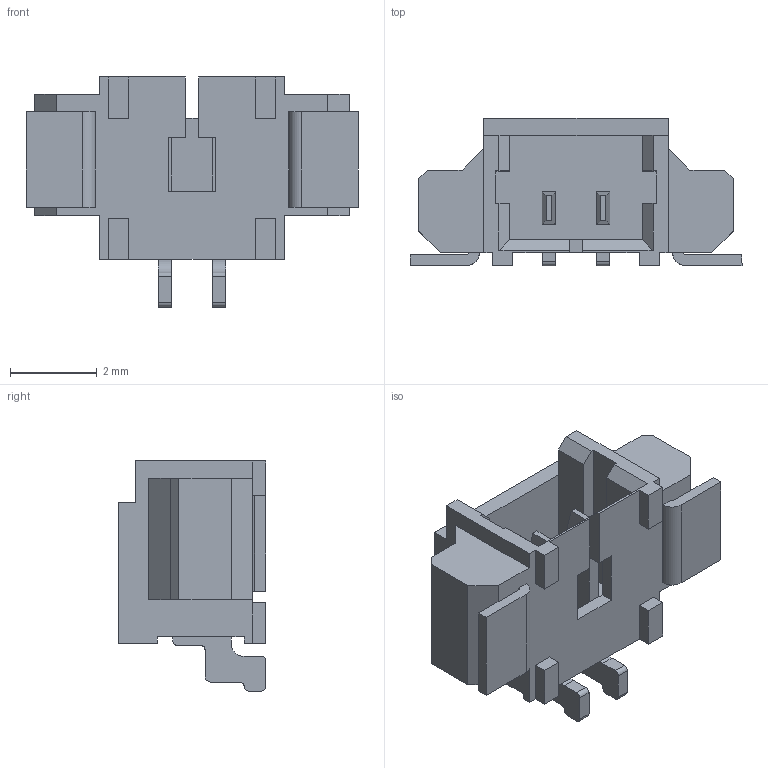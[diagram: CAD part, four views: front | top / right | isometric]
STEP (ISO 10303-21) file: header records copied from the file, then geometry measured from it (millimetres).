
FILE_DESCRIPTION (( 'STEP AP214' ), '1' );
FILE_NAME ('10114830-12102LF.STEP', '2023-06-23T13:24:13', ( '' ), ( '' ), 'SwSTEP 2.0', 'SolidWorks 2017', '' );
FILE_SCHEMA (( 'AUTOMOTIVE_DESIGN' ));
Length unit declared in the file: millimetre
Products named in the file (2): 10114830-12102LF; 10114830-xxxxxLF (Additional)_10114830-12102LF
Assembly tree (1 placements, depth 2):
  10114830-12102LF
    10114830-xxxxxLF (Additional)_10114830-12102LF
Bounding box: 7.65 x 3.4 x 5.3 mm (x, y, z)
Volume: 43.4 mm3; surface area: 190.7 mm2
Topology: 7 solids, 7 shells, 144 faces, 378 edges, 248 vertices
Faces by surface type: plane 124, cylinder 20
Entity records: 4706 total; most frequent: CARTESIAN_POINT 774, ORIENTED_EDGE 756, DIRECTION 714, EDGE_CURVE 378, VECTOR 338, LINE 338, VERTEX_POINT 248, AXIS2_PLACEMENT_3D 188
